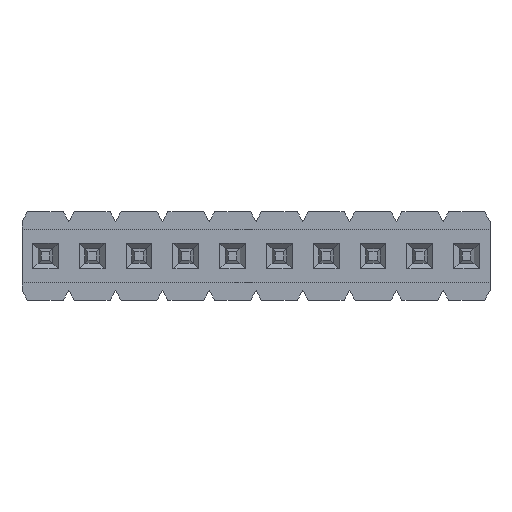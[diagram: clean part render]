
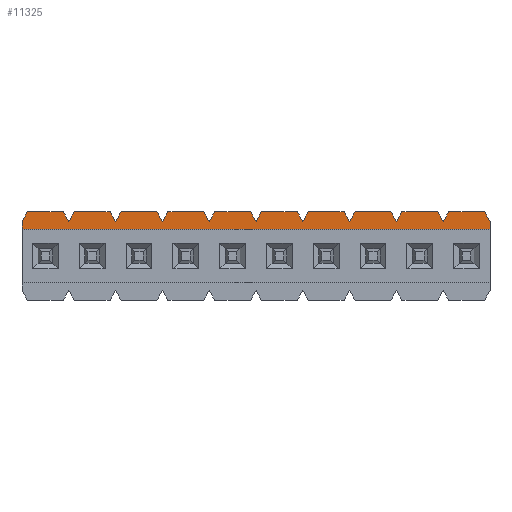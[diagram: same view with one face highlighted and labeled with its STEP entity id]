
A CAD part, front view. The second image highlights one B-rep face of the part: STEP entity #11325.
In plain terms, the highlighted planar face has unit normal (0, -1, 0).
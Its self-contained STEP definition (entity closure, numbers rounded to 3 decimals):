
#8299=CARTESIAN_POINT('',(-0.635,0.,0.725));
#8300=VERTEX_POINT('',#8299);
#8307=CARTESIAN_POINT('',(-0.635,0.,0.94));
#8308=VERTEX_POINT('',#8307);
#8309=CARTESIAN_POINT('',(-0.635,0.,0.725));
#8310=DIRECTION('',(0.,0.,1.));
#8311=VECTOR('',#8310,0.215);
#8312=LINE('',#8309,#8311);
#8313=EDGE_CURVE('',#8300,#8308,#8312,.T.);
#11053=CARTESIAN_POINT('',(12.065,0.,0.725));
#11054=VERTEX_POINT('',#11053);
#11061=CARTESIAN_POINT('',(12.065,0.,0.725));
#11062=DIRECTION('',(-1.,0.,0.));
#11063=VECTOR('',#11062,12.7);
#11064=LINE('',#11061,#11063);
#11065=EDGE_CURVE('',#11054,#8300,#11064,.T.);
#11070=CARTESIAN_POINT('',(-0.635,0.,1.2));
#11071=DIRECTION('',(0.,0.,-1.));
#11072=DIRECTION('',(0.,-1.,0.));
#11073=AXIS2_PLACEMENT_3D('',#11070,#11072,#11071);
#11074=PLANE('',#11073);
#11075=CARTESIAN_POINT('',(10.795,0.,0.94));
#11076=VERTEX_POINT('',#11075);
#11077=CARTESIAN_POINT('',(10.645,0.,1.2));
#11078=VERTEX_POINT('',#11077);
#11079=CARTESIAN_POINT('',(10.795,0.,0.94));
#11080=DIRECTION('',(-0.5,0.,0.866));
#11081=VECTOR('',#11080,0.3);
#11082=LINE('',#11079,#11081);
#11083=EDGE_CURVE('',#11076,#11078,#11082,.T.);
#11084=ORIENTED_EDGE('',*,*,#11083,.T.);
#11085=CARTESIAN_POINT('',(9.675,0.,1.2));
#11086=VERTEX_POINT('',#11085);
#11087=CARTESIAN_POINT('',(10.645,0.,1.2));
#11088=DIRECTION('',(-1.,0.,0.));
#11089=VECTOR('',#11088,0.97);
#11090=LINE('',#11087,#11089);
#11091=EDGE_CURVE('',#11078,#11086,#11090,.T.);
#11092=ORIENTED_EDGE('',*,*,#11091,.T.);
#11093=CARTESIAN_POINT('',(9.525,0.,0.94));
#11094=VERTEX_POINT('',#11093);
#11095=CARTESIAN_POINT('',(9.675,0.,1.2));
#11096=DIRECTION('',(-0.5,0.,-0.866));
#11097=VECTOR('',#11096,0.3);
#11098=LINE('',#11095,#11097);
#11099=EDGE_CURVE('',#11086,#11094,#11098,.T.);
#11100=ORIENTED_EDGE('',*,*,#11099,.T.);
#11101=CARTESIAN_POINT('',(9.375,0.,1.2));
#11102=VERTEX_POINT('',#11101);
#11103=CARTESIAN_POINT('',(9.525,0.,0.94));
#11104=DIRECTION('',(-0.5,0.,0.866));
#11105=VECTOR('',#11104,0.3);
#11106=LINE('',#11103,#11105);
#11107=EDGE_CURVE('',#11094,#11102,#11106,.T.);
#11108=ORIENTED_EDGE('',*,*,#11107,.T.);
#11109=CARTESIAN_POINT('',(8.405,0.,1.2));
#11110=VERTEX_POINT('',#11109);
#11111=CARTESIAN_POINT('',(9.375,0.,1.2));
#11112=DIRECTION('',(-1.,0.,0.));
#11113=VECTOR('',#11112,0.97);
#11114=LINE('',#11111,#11113);
#11115=EDGE_CURVE('',#11102,#11110,#11114,.T.);
#11116=ORIENTED_EDGE('',*,*,#11115,.T.);
#11117=CARTESIAN_POINT('',(8.255,0.,0.94));
#11118=VERTEX_POINT('',#11117);
#11119=CARTESIAN_POINT('',(8.405,0.,1.2));
#11120=DIRECTION('',(-0.5,0.,-0.866));
#11121=VECTOR('',#11120,0.3);
#11122=LINE('',#11119,#11121);
#11123=EDGE_CURVE('',#11110,#11118,#11122,.T.);
#11124=ORIENTED_EDGE('',*,*,#11123,.T.);
#11125=CARTESIAN_POINT('',(8.105,0.,1.2));
#11126=VERTEX_POINT('',#11125);
#11127=CARTESIAN_POINT('',(8.255,0.,0.94));
#11128=DIRECTION('',(-0.5,0.,0.866));
#11129=VECTOR('',#11128,0.3);
#11130=LINE('',#11127,#11129);
#11131=EDGE_CURVE('',#11118,#11126,#11130,.T.);
#11132=ORIENTED_EDGE('',*,*,#11131,.T.);
#11133=CARTESIAN_POINT('',(7.135,0.,1.2));
#11134=VERTEX_POINT('',#11133);
#11135=CARTESIAN_POINT('',(8.105,0.,1.2));
#11136=DIRECTION('',(-1.,0.,0.));
#11137=VECTOR('',#11136,0.97);
#11138=LINE('',#11135,#11137);
#11139=EDGE_CURVE('',#11126,#11134,#11138,.T.);
#11140=ORIENTED_EDGE('',*,*,#11139,.T.);
#11141=CARTESIAN_POINT('',(6.985,0.,0.94));
#11142=VERTEX_POINT('',#11141);
#11143=CARTESIAN_POINT('',(7.135,0.,1.2));
#11144=DIRECTION('',(-0.5,0.,-0.866));
#11145=VECTOR('',#11144,0.3);
#11146=LINE('',#11143,#11145);
#11147=EDGE_CURVE('',#11134,#11142,#11146,.T.);
#11148=ORIENTED_EDGE('',*,*,#11147,.T.);
#11149=CARTESIAN_POINT('',(6.835,0.,1.2));
#11150=VERTEX_POINT('',#11149);
#11151=CARTESIAN_POINT('',(6.985,0.,0.94));
#11152=DIRECTION('',(-0.5,0.,0.866));
#11153=VECTOR('',#11152,0.3);
#11154=LINE('',#11151,#11153);
#11155=EDGE_CURVE('',#11142,#11150,#11154,.T.);
#11156=ORIENTED_EDGE('',*,*,#11155,.T.);
#11157=CARTESIAN_POINT('',(5.865,0.,1.2));
#11158=VERTEX_POINT('',#11157);
#11159=CARTESIAN_POINT('',(6.835,0.,1.2));
#11160=DIRECTION('',(-1.,0.,0.));
#11161=VECTOR('',#11160,0.97);
#11162=LINE('',#11159,#11161);
#11163=EDGE_CURVE('',#11150,#11158,#11162,.T.);
#11164=ORIENTED_EDGE('',*,*,#11163,.T.);
#11165=CARTESIAN_POINT('',(5.715,0.,0.94));
#11166=VERTEX_POINT('',#11165);
#11167=CARTESIAN_POINT('',(5.865,0.,1.2));
#11168=DIRECTION('',(-0.5,0.,-0.866));
#11169=VECTOR('',#11168,0.3);
#11170=LINE('',#11167,#11169);
#11171=EDGE_CURVE('',#11158,#11166,#11170,.T.);
#11172=ORIENTED_EDGE('',*,*,#11171,.T.);
#11173=CARTESIAN_POINT('',(5.565,0.,1.2));
#11174=VERTEX_POINT('',#11173);
#11175=CARTESIAN_POINT('',(5.715,0.,0.94));
#11176=DIRECTION('',(-0.5,0.,0.866));
#11177=VECTOR('',#11176,0.3);
#11178=LINE('',#11175,#11177);
#11179=EDGE_CURVE('',#11166,#11174,#11178,.T.);
#11180=ORIENTED_EDGE('',*,*,#11179,.T.);
#11181=CARTESIAN_POINT('',(4.595,0.,1.2));
#11182=VERTEX_POINT('',#11181);
#11183=CARTESIAN_POINT('',(5.565,0.,1.2));
#11184=DIRECTION('',(-1.,0.,0.));
#11185=VECTOR('',#11184,0.97);
#11186=LINE('',#11183,#11185);
#11187=EDGE_CURVE('',#11174,#11182,#11186,.T.);
#11188=ORIENTED_EDGE('',*,*,#11187,.T.);
#11189=CARTESIAN_POINT('',(4.445,0.,0.94));
#11190=VERTEX_POINT('',#11189);
#11191=CARTESIAN_POINT('',(4.595,0.,1.2));
#11192=DIRECTION('',(-0.5,0.,-0.866));
#11193=VECTOR('',#11192,0.3);
#11194=LINE('',#11191,#11193);
#11195=EDGE_CURVE('',#11182,#11190,#11194,.T.);
#11196=ORIENTED_EDGE('',*,*,#11195,.T.);
#11197=CARTESIAN_POINT('',(4.295,0.,1.2));
#11198=VERTEX_POINT('',#11197);
#11199=CARTESIAN_POINT('',(4.445,0.,0.94));
#11200=DIRECTION('',(-0.5,0.,0.866));
#11201=VECTOR('',#11200,0.3);
#11202=LINE('',#11199,#11201);
#11203=EDGE_CURVE('',#11190,#11198,#11202,.T.);
#11204=ORIENTED_EDGE('',*,*,#11203,.T.);
#11205=CARTESIAN_POINT('',(3.325,0.,1.2));
#11206=VERTEX_POINT('',#11205);
#11207=CARTESIAN_POINT('',(4.295,0.,1.2));
#11208=DIRECTION('',(-1.,0.,0.));
#11209=VECTOR('',#11208,0.97);
#11210=LINE('',#11207,#11209);
#11211=EDGE_CURVE('',#11198,#11206,#11210,.T.);
#11212=ORIENTED_EDGE('',*,*,#11211,.T.);
#11213=CARTESIAN_POINT('',(3.175,0.,0.94));
#11214=VERTEX_POINT('',#11213);
#11215=CARTESIAN_POINT('',(3.325,0.,1.2));
#11216=DIRECTION('',(-0.5,0.,-0.866));
#11217=VECTOR('',#11216,0.3);
#11218=LINE('',#11215,#11217);
#11219=EDGE_CURVE('',#11206,#11214,#11218,.T.);
#11220=ORIENTED_EDGE('',*,*,#11219,.T.);
#11221=CARTESIAN_POINT('',(3.025,0.,1.2));
#11222=VERTEX_POINT('',#11221);
#11223=CARTESIAN_POINT('',(3.175,0.,0.94));
#11224=DIRECTION('',(-0.5,0.,0.866));
#11225=VECTOR('',#11224,0.3);
#11226=LINE('',#11223,#11225);
#11227=EDGE_CURVE('',#11214,#11222,#11226,.T.);
#11228=ORIENTED_EDGE('',*,*,#11227,.T.);
#11229=CARTESIAN_POINT('',(2.055,0.,1.2));
#11230=VERTEX_POINT('',#11229);
#11231=CARTESIAN_POINT('',(3.025,0.,1.2));
#11232=DIRECTION('',(-1.,0.,0.));
#11233=VECTOR('',#11232,0.97);
#11234=LINE('',#11231,#11233);
#11235=EDGE_CURVE('',#11222,#11230,#11234,.T.);
#11236=ORIENTED_EDGE('',*,*,#11235,.T.);
#11237=CARTESIAN_POINT('',(1.905,0.,0.94));
#11238=VERTEX_POINT('',#11237);
#11239=CARTESIAN_POINT('',(2.055,0.,1.2));
#11240=DIRECTION('',(-0.5,0.,-0.866));
#11241=VECTOR('',#11240,0.3);
#11242=LINE('',#11239,#11241);
#11243=EDGE_CURVE('',#11230,#11238,#11242,.T.);
#11244=ORIENTED_EDGE('',*,*,#11243,.T.);
#11245=CARTESIAN_POINT('',(1.755,0.,1.2));
#11246=VERTEX_POINT('',#11245);
#11247=CARTESIAN_POINT('',(1.905,0.,0.94));
#11248=DIRECTION('',(-0.5,0.,0.866));
#11249=VECTOR('',#11248,0.3);
#11250=LINE('',#11247,#11249);
#11251=EDGE_CURVE('',#11238,#11246,#11250,.T.);
#11252=ORIENTED_EDGE('',*,*,#11251,.T.);
#11253=CARTESIAN_POINT('',(0.785,0.,1.2));
#11254=VERTEX_POINT('',#11253);
#11255=CARTESIAN_POINT('',(1.755,0.,1.2));
#11256=DIRECTION('',(-1.,0.,0.));
#11257=VECTOR('',#11256,0.97);
#11258=LINE('',#11255,#11257);
#11259=EDGE_CURVE('',#11246,#11254,#11258,.T.);
#11260=ORIENTED_EDGE('',*,*,#11259,.T.);
#11261=CARTESIAN_POINT('',(0.635,0.,0.94));
#11262=VERTEX_POINT('',#11261);
#11263=CARTESIAN_POINT('',(0.785,0.,1.2));
#11264=DIRECTION('',(-0.5,0.,-0.866));
#11265=VECTOR('',#11264,0.3);
#11266=LINE('',#11263,#11265);
#11267=EDGE_CURVE('',#11254,#11262,#11266,.T.);
#11268=ORIENTED_EDGE('',*,*,#11267,.T.);
#11269=CARTESIAN_POINT('',(0.485,0.,1.2));
#11270=VERTEX_POINT('',#11269);
#11271=CARTESIAN_POINT('',(0.635,0.,0.94));
#11272=DIRECTION('',(-0.5,0.,0.866));
#11273=VECTOR('',#11272,0.3);
#11274=LINE('',#11271,#11273);
#11275=EDGE_CURVE('',#11262,#11270,#11274,.T.);
#11276=ORIENTED_EDGE('',*,*,#11275,.T.);
#11277=CARTESIAN_POINT('',(-0.485,0.,1.2));
#11278=VERTEX_POINT('',#11277);
#11279=CARTESIAN_POINT('',(0.485,0.,1.2));
#11280=DIRECTION('',(-1.,0.,0.));
#11281=VECTOR('',#11280,0.97);
#11282=LINE('',#11279,#11281);
#11283=EDGE_CURVE('',#11270,#11278,#11282,.T.);
#11284=ORIENTED_EDGE('',*,*,#11283,.T.);
#11285=CARTESIAN_POINT('',(-0.485,0.,1.2));
#11286=DIRECTION('',(-0.5,0.,-0.866));
#11287=VECTOR('',#11286,0.3);
#11288=LINE('',#11285,#11287);
#11289=EDGE_CURVE('',#11278,#8308,#11288,.T.);
#11290=ORIENTED_EDGE('',*,*,#11289,.T.);
#11291=ORIENTED_EDGE('',*,*,#8313,.F.);
#11292=ORIENTED_EDGE('',*,*,#11065,.F.);
#11293=CARTESIAN_POINT('',(12.065,0.,0.94));
#11294=VERTEX_POINT('',#11293);
#11295=CARTESIAN_POINT('',(12.065,0.,0.725));
#11296=DIRECTION('',(0.,0.,1.));
#11297=VECTOR('',#11296,0.215);
#11298=LINE('',#11295,#11297);
#11299=EDGE_CURVE('',#11054,#11294,#11298,.T.);
#11300=ORIENTED_EDGE('',*,*,#11299,.T.);
#11301=CARTESIAN_POINT('',(11.915,0.,1.2));
#11302=VERTEX_POINT('',#11301);
#11303=CARTESIAN_POINT('',(12.065,0.,0.94));
#11304=DIRECTION('',(-0.5,0.,0.866));
#11305=VECTOR('',#11304,0.3);
#11306=LINE('',#11303,#11305);
#11307=EDGE_CURVE('',#11294,#11302,#11306,.T.);
#11308=ORIENTED_EDGE('',*,*,#11307,.T.);
#11309=CARTESIAN_POINT('',(10.945,0.,1.2));
#11310=VERTEX_POINT('',#11309);
#11311=CARTESIAN_POINT('',(11.915,0.,1.2));
#11312=DIRECTION('',(-1.,0.,0.));
#11313=VECTOR('',#11312,0.97);
#11314=LINE('',#11311,#11313);
#11315=EDGE_CURVE('',#11302,#11310,#11314,.T.);
#11316=ORIENTED_EDGE('',*,*,#11315,.T.);
#11317=CARTESIAN_POINT('',(10.945,0.,1.2));
#11318=DIRECTION('',(-0.5,0.,-0.866));
#11319=VECTOR('',#11318,0.3);
#11320=LINE('',#11317,#11319);
#11321=EDGE_CURVE('',#11310,#11076,#11320,.T.);
#11322=ORIENTED_EDGE('',*,*,#11321,.T.);
#11323=EDGE_LOOP('',(#11084,#11092,#11100,#11108,#11116,#11124,#11132,#11140,#11148,#11156,#11164,#11172,#11180,#11188,#11196,#11204,#11212,#11220,#11228,#11236,#11244,#11252,#11260,#11268,#11276,#11284,#11290,#11291,#11292,#11300,#11308,#11316,#11322));
#11324=FACE_OUTER_BOUND('',#11323,.T.);
#11325=ADVANCED_FACE('',(#11324),#11074,.T.);
